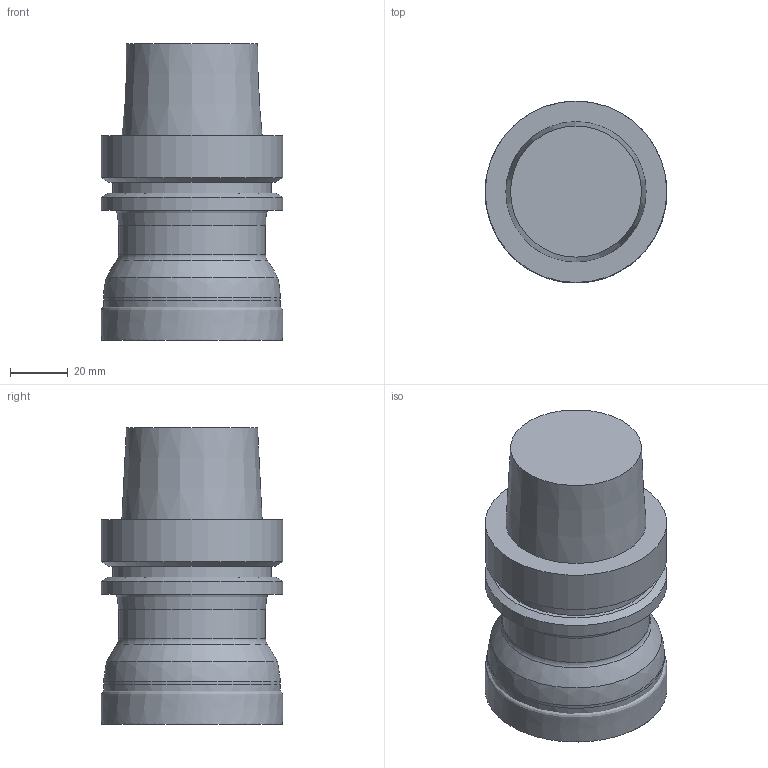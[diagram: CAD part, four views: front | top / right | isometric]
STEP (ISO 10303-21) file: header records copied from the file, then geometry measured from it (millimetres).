
FILE_DESCRIPTION(/* description */ (''),/* implementation_level */ '2;1');
FILE_NAME(/* name */ 'toolassembly_1.stp',/* time_stamp */ '2019-10-02T13:37:35+02:00',/* author */ (''),/* organization */ ('SMS'),/* preprocessor_version */ 'ST-DEVELOPER v16.7',/* originating_system */ 'SIEMENS PLM Software NX 12.0',/* authorisation */ '');
FILE_SCHEMA (('AUTOMOTIVE_DESIGN { 1 0 10303 214 3 1 1 1 }'));
Length unit declared in the file: millimetre
Products named in the file (4): CUT_20191002133657; NOCUT_20191002133635; ASSEMBLY_CONSTRUCTION; TOOLASSEMBLY_1
Assembly tree (3 placements, depth 2):
  TOOLASSEMBLY_1
    ASSEMBLY_CONSTRUCTION
    NOCUT_20191002133635
    CUT_20191002133657
Bounding box: 63.01 x 63.01 x 102.9 mm (x, y, z)
Volume: 257774.9 mm3; surface area: 32853.8 mm2
Topology: 2 solids, 2 shells, 26 faces, 50 edges, 42 vertices
Faces by surface type: plane 8, cone 6, cylinder 6, revolution 3, torus 2, bspline 1
Full cylindrical faces by diameter (mm): 51 x1, 52.5 x1, 54.95 x1, 61.362 x1, 62.94 x2
Entity records: 5660 total; most frequent: CARTESIAN_POINT 5009, DIRECTION 125, AXIS2_PLACEMENT_3D 61, EDGE_LOOP 48, ORIENTED_EDGE 48, FACE_BOUND 47, ADVANCED_FACE 26, VERTEX_POINT 25
